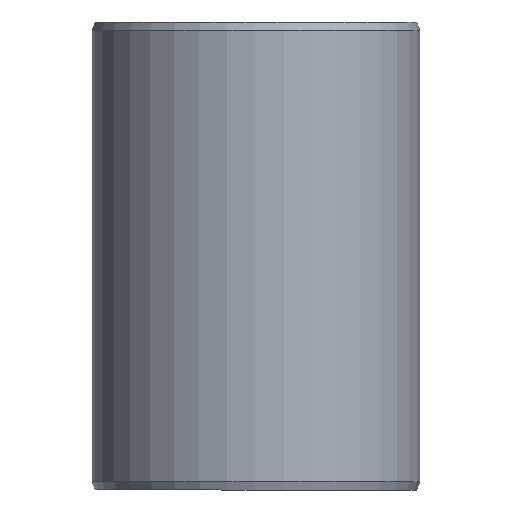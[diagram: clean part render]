
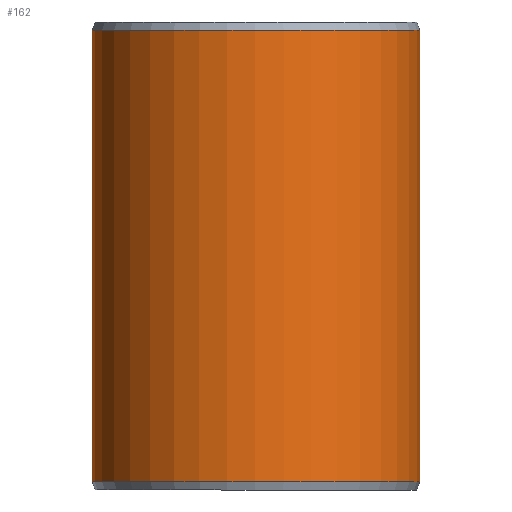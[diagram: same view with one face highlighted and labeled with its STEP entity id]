
A CAD part, front view. The second image highlights one B-rep face of the part: STEP entity #162.
In plain terms, the highlighted cylindrical face has radius 14 mm (diameter 28 mm), a partial arc.
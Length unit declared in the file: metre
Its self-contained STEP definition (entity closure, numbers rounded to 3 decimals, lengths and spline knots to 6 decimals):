
#162=ADVANCED_FACE('',(#185,#186),#187,.T.);
#185=FACE_OUTER_BOUND('',#211,.T.);
#186=FACE_BOUND('',#212,.T.);
#187=CYLINDRICAL_SURFACE('',#213,0.014);
#211=EDGE_LOOP('',(#289,#290,#291,#292));
#212=EDGE_LOOP('',(#293));
#213=AXIS2_PLACEMENT_3D('',#294,#295,#296);
#289=ORIENTED_EDGE('',*,*,#314,.T.);
#290=ORIENTED_EDGE('',*,*,#323,.F.);
#291=ORIENTED_EDGE('',*,*,#309,.F.);
#292=ORIENTED_EDGE('',*,*,#324,.T.);
#293=ORIENTED_EDGE('',*,*,#327,.T.);
#294=CARTESIAN_POINT('',(0.,0.,0.0));
#295=DIRECTION('',(0.,0.0,-1.0));
#296=DIRECTION('',(-1.0,0.0,0.));
#309=EDGE_CURVE('',#341,#342,#343,.T.);
#314=EDGE_CURVE('',#351,#349,#352,.T.);
#323=EDGE_CURVE('',#342,#349,#365,.T.);
#324=EDGE_CURVE('',#341,#351,#366,.T.);
#327=EDGE_CURVE('',#370,#370,#371,.T.);
#341=VERTEX_POINT('',#389);
#342=VERTEX_POINT('',#390);
#343=CIRCLE('',#391,0.014);
#349=VERTEX_POINT('',#399);
#351=VERTEX_POINT('',#402);
#352=CIRCLE('',#403,0.014);
#365=LINE('',#422,#423);
#366=LINE('',#424,#425);
#370=VERTEX_POINT('',#493);
#371=B_SPLINE_CURVE_WITH_KNOTS('',3,(#494,#495,#496,#497,#498,#499,#500,#501,#502,#503,#504,#505,#506,#507,#508,#509,#510,#511,#512,#513,#514,#515,#516,#517,#518,#519,#520,#521,#522,#523,#524,#525,#526,#527,#528,#529,#530,#531,#532,#533,#534,#535,#536,#537,#538,#539,#540,#541,#542,#543,#544,#545,#546,#547,#548,#549,#550,#551,#552,#553),.UNSPECIFIED.,.T.,.F.,(2,2,2,2,2,2,2,2,2,2,2,2,2,2,2,2,2,2,2,2,2,2,2,2,2,2,2,2,2,2,2,2),(-0.000588,0.0,0.000588,0.001176,0.001764,0.002351,0.002939,0.003527,0.004115,0.004703,0.005291,0.005878,0.006466,0.007054,0.007642,0.00823,0.008818,0.009405,0.010581,0.011169,0.011757,0.012345,0.012932,0.014108,0.014696,0.015284,0.015872,0.016459,0.017635,0.018223,0.018811,0.019399),.UNSPECIFIED.);
#389=CARTESIAN_POINT('',(0.000244,0.013998,0.0007));
#390=CARTESIAN_POINT('',(0.,0.014,0.0007));
#391=AXIS2_PLACEMENT_3D('',#567,#568,#569);
#399=CARTESIAN_POINT('',(0.,0.014,0.0393));
#402=CARTESIAN_POINT('',(0.000244,0.013998,0.0393));
#403=AXIS2_PLACEMENT_3D('',#576,#577,#578);
#422=CARTESIAN_POINT('',(0.,0.014,0.0007));
#423=VECTOR('',#591,1.0);
#424=CARTESIAN_POINT('',(0.000244,0.013998,0.0007));
#425=VECTOR('',#592,1.0);
#493=CARTESIAN_POINT('',(0.010176,-0.009615,0.02));
#494=CARTESIAN_POINT('',(0.010176,-0.009615,0.019801));
#495=CARTESIAN_POINT('',(0.010176,-0.009615,0.020199));
#496=CARTESIAN_POINT('',(0.01019,-0.0096,0.020394));
#497=CARTESIAN_POINT('',(0.010244,-0.009543,0.020778));
#498=CARTESIAN_POINT('',(0.010284,-0.0095,0.020969));
#499=CARTESIAN_POINT('',(0.010388,-0.009386,0.021332));
#500=CARTESIAN_POINT('',(0.010451,-0.009316,0.021504));
#501=CARTESIAN_POINT('',(0.010597,-0.00915,0.02183));
#502=CARTESIAN_POINT('',(0.01068,-0.009053,0.021984));
#503=CARTESIAN_POINT('',(0.010859,-0.008838,0.022259));
#504=CARTESIAN_POINT('',(0.010954,-0.00872,0.022383));
#505=CARTESIAN_POINT('',(0.011157,-0.008459,0.022603));
#506=CARTESIAN_POINT('',(0.011261,-0.008319,0.022696));
#507=CARTESIAN_POINT('',(0.011473,-0.008026,0.022845));
#508=CARTESIAN_POINT('',(0.011581,-0.007869,0.022903));
#509=CARTESIAN_POINT('',(0.011794,-0.007545,0.022981));
#510=CARTESIAN_POINT('',(0.011898,-0.00738,0.023));
#511=CARTESIAN_POINT('',(0.012101,-0.007044,0.023));
#512=CARTESIAN_POINT('',(0.0122,-0.006871,0.022981));
#513=CARTESIAN_POINT('',(0.012384,-0.006532,0.022904));
#514=CARTESIAN_POINT('',(0.01247,-0.006366,0.022847));
#515=CARTESIAN_POINT('',(0.012632,-0.006038,0.022696));
#516=CARTESIAN_POINT('',(0.012707,-0.005879,0.022602));
#517=CARTESIAN_POINT('',(0.012841,-0.005581,0.022386));
#518=CARTESIAN_POINT('',(0.012901,-0.00544,0.022261));
#519=CARTESIAN_POINT('',(0.013008,-0.005179,0.021982));
#520=CARTESIAN_POINT('',(0.013053,-0.005062,0.021832));
#521=CARTESIAN_POINT('',(0.013131,-0.004856,0.021507));
#522=CARTESIAN_POINT('',(0.013164,-0.004765,0.021332));
#523=CARTESIAN_POINT('',(0.013216,-0.004621,0.020969));
#524=CARTESIAN_POINT('',(0.013235,-0.004566,0.020782));
#525=CARTESIAN_POINT('',(0.01326,-0.004491,0.020396));
#526=CARTESIAN_POINT('',(0.013267,-0.004472,0.020197));
#527=CARTESIAN_POINT('',(0.013267,-0.004471,0.019609));
#528=CARTESIAN_POINT('',(0.013241,-0.004548,0.019213));
#529=CARTESIAN_POINT('',(0.013165,-0.004764,0.018671));
#530=CARTESIAN_POINT('',(0.013132,-0.004854,0.018496));
#531=CARTESIAN_POINT('',(0.013054,-0.005061,0.01817));
#532=CARTESIAN_POINT('',(0.013008,-0.005178,0.018019));
#533=CARTESIAN_POINT('',(0.012902,-0.005437,0.017742));
#534=CARTESIAN_POINT('',(0.012841,-0.005579,0.017616));
#535=CARTESIAN_POINT('',(0.012707,-0.005878,0.017398));
#536=CARTESIAN_POINT('',(0.012634,-0.006034,0.017306));
#537=CARTESIAN_POINT('',(0.012391,-0.006526,0.017079));
#538=CARTESIAN_POINT('',(0.012205,-0.006869,0.017));
#539=CARTESIAN_POINT('',(0.011899,-0.007379,0.017));
#540=CARTESIAN_POINT('',(0.011795,-0.007544,0.017019));
#541=CARTESIAN_POINT('',(0.011583,-0.007865,0.017095));
#542=CARTESIAN_POINT('',(0.011474,-0.008023,0.017153));
#543=CARTESIAN_POINT('',(0.011262,-0.008318,0.017304));
#544=CARTESIAN_POINT('',(0.011158,-0.008457,0.017396));
#545=CARTESIAN_POINT('',(0.010956,-0.008717,0.017614));
#546=CARTESIAN_POINT('',(0.010859,-0.008837,0.01774));
#547=CARTESIAN_POINT('',(0.010592,-0.009159,0.018153));
#548=CARTESIAN_POINT('',(0.01044,-0.009329,0.018486));
#549=CARTESIAN_POINT('',(0.010285,-0.009499,0.019027));
#550=CARTESIAN_POINT('',(0.010244,-0.009542,0.019218));
#551=CARTESIAN_POINT('',(0.01019,-0.0096,0.019605));
#552=CARTESIAN_POINT('',(0.010176,-0.009615,0.019801));
#553=CARTESIAN_POINT('',(0.010176,-0.009615,0.020199));
#567=CARTESIAN_POINT('',(0.,0.,0.0007));
#568=DIRECTION('',(0.,0.0,-1.0));
#569=DIRECTION('',(-1.0,0.0,0.));
#576=CARTESIAN_POINT('',(0.,0.,0.0393));
#577=DIRECTION('',(0.,0.0,-1.0));
#578=DIRECTION('',(-1.0,0.0,0.));
#591=DIRECTION('',(0.,0.0,1.0));
#592=DIRECTION('',(0.,0.,1.0));
